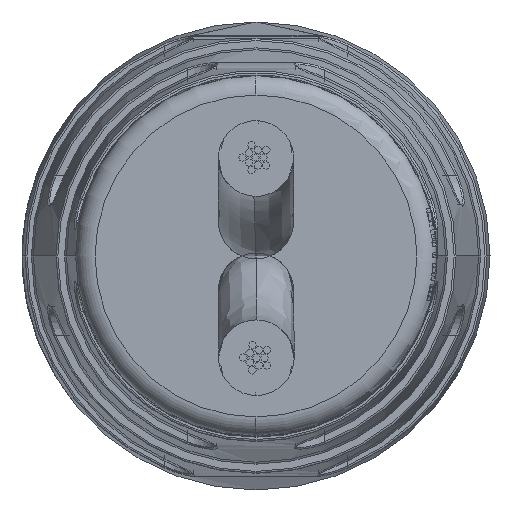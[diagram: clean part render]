
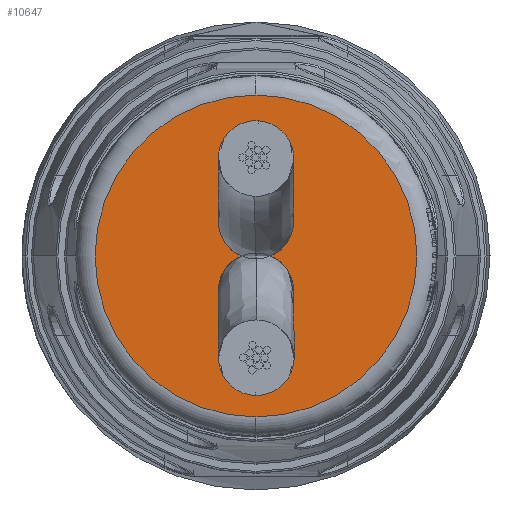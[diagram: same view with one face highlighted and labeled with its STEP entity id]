
A CAD part, left-side view. The second image highlights one B-rep face of the part: STEP entity #10647.
In plain terms, the highlighted face is planar.
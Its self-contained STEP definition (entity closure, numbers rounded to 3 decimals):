
#1027 = ORIENTED_EDGE ( 'NONE', *, *, #13051, .T. ) ;
#2576 = CARTESIAN_POINT ( 'NONE',  ( 29.822, 0., -3.301 ) ) ;
#2814 = AXIS2_PLACEMENT_3D ( 'NONE', #6212, #3220, #15019 ) ;
#3220 = DIRECTION ( 'NONE',  ( 1., 0., 0. ) ) ;
#3355 = CARTESIAN_POINT ( 'NONE',  ( 29.822, 0., 0. ) ) ;
#3423 = CIRCLE ( 'NONE', #14308, 3.301 ) ;
#3497 = ORIENTED_EDGE ( 'NONE', *, *, #10521, .T. ) ;
#4431 = AXIS2_PLACEMENT_3D ( 'NONE', #12826, #17393, #6991 ) ;
#4550 = CARTESIAN_POINT ( 'NONE',  ( 29.822, 0., 3.301 ) ) ;
#6212 = CARTESIAN_POINT ( 'NONE',  ( 29.822, 0., 0. ) ) ;
#6991 = DIRECTION ( 'NONE',  ( 0., 0., 1. ) ) ;
#8154 = VERTEX_POINT ( 'NONE', #4550 ) ;
#9972 = PLANE ( 'NONE',  #4431 ) ;
#10521 = EDGE_CURVE ( 'NONE', #8154, #16277, #3423, .T. ) ;
#10647 = ADVANCED_FACE ( 'NONE', ( #18641 ), #9972, .F. ) ;
#11086 = DIRECTION ( 'NONE',  ( 1., 0., 0. ) ) ;
#11433 = CIRCLE ( 'NONE', #2814, 3.301 ) ;
#12826 = CARTESIAN_POINT ( 'NONE',  ( 29.822, 3.7, 0. ) ) ;
#13051 = EDGE_CURVE ( 'NONE', #16277, #8154, #11433, .T. ) ;
#14308 = AXIS2_PLACEMENT_3D ( 'NONE', #3355, #11086, #16631 ) ;
#15019 = DIRECTION ( 'NONE',  ( 0., 0., 1. ) ) ;
#16277 = VERTEX_POINT ( 'NONE', #2576 ) ;
#16631 = DIRECTION ( 'NONE',  ( 0., 0., 1. ) ) ;
#17393 = DIRECTION ( 'NONE',  ( -1., 0., 0. ) ) ;
#18641 = FACE_OUTER_BOUND ( 'NONE', #19106, .T. ) ;
#19106 = EDGE_LOOP ( 'NONE', ( #3497, #1027 ) ) ;
